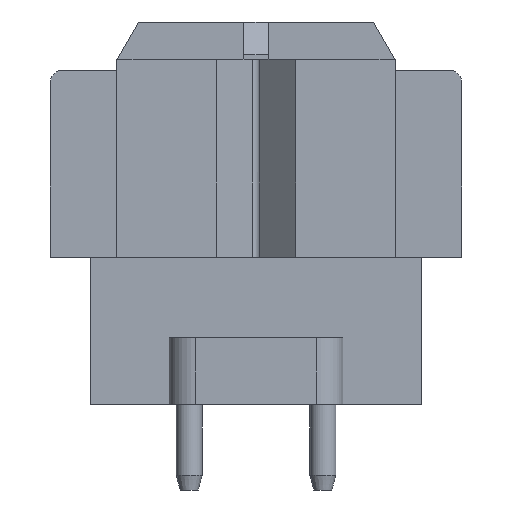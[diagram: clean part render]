
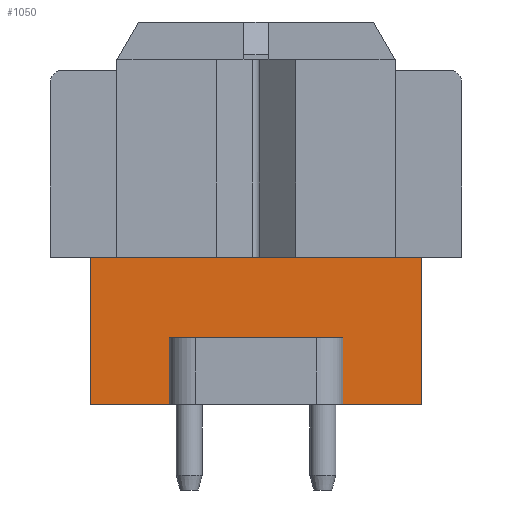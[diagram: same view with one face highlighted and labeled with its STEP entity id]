
A CAD part, left-side view. The second image highlights one B-rep face of the part: STEP entity #1050.
In plain terms, the highlighted planar face has unit normal (-1, 0, 0).
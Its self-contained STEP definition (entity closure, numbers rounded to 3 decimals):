
#1005=AXIS2_PLACEMENT_3D('Plane Axis2P3D',#1002,#1003,#1004) ;
#513=CARTESIAN_POINT('Vertex',(4.85,13.9,8.7)) ;
#516=CARTESIAN_POINT('Line Origine',(4.85,7.7,8.7)) ;
#520=CARTESIAN_POINT('Vertex',(4.85,1.5,8.7)) ;
#801=CARTESIAN_POINT('Line Origine',(4.85,1.5,5.95)) ;
#805=CARTESIAN_POINT('Vertex',(4.85,1.5,3.2)) ;
#918=CARTESIAN_POINT('Vertex',(4.85,13.9,3.2)) ;
#921=CARTESIAN_POINT('Line Origine',(4.85,13.9,5.95)) ;
#1002=CARTESIAN_POINT('Axis2P3D Location',(4.85,13.9,0.)) ;
#1007=CARTESIAN_POINT('Line Origine',(4.85,2.975,3.2)) ;
#1011=CARTESIAN_POINT('Vertex',(4.85,4.45,3.2)) ;
#1014=CARTESIAN_POINT('Line Origine',(4.85,12.425,3.2)) ;
#1018=CARTESIAN_POINT('Vertex',(4.85,10.95,3.2)) ;
#1021=CARTESIAN_POINT('Line Origine',(4.85,10.95,4.45)) ;
#1025=CARTESIAN_POINT('Vertex',(4.85,10.95,5.7)) ;
#1028=CARTESIAN_POINT('Line Origine',(4.85,7.7,5.7)) ;
#1032=CARTESIAN_POINT('Vertex',(4.85,4.45,5.7)) ;
#1035=CARTESIAN_POINT('Line Origine',(4.85,4.45,4.45)) ;
#517=DIRECTION('Vector Direction',(0.,-1.,0.)) ;
#802=DIRECTION('Vector Direction',(0.,0.,1.)) ;
#922=DIRECTION('Vector Direction',(0.,0.,1.)) ;
#1003=DIRECTION('Axis2P3D Direction',(-1.,0.,0.)) ;
#1004=DIRECTION('Axis2P3D XDirection',(0.,-1.,0.)) ;
#1008=DIRECTION('Vector Direction',(0.,-1.,0.)) ;
#1015=DIRECTION('Vector Direction',(0.,-1.,0.)) ;
#1022=DIRECTION('Vector Direction',(0.,0.,1.)) ;
#1029=DIRECTION('Vector Direction',(0.,-1.,0.)) ;
#1036=DIRECTION('Vector Direction',(0.,0.,1.)) ;
#518=VECTOR('Line Direction',#517,1.) ;
#803=VECTOR('Line Direction',#802,1.) ;
#923=VECTOR('Line Direction',#922,1.) ;
#1009=VECTOR('Line Direction',#1008,1.) ;
#1016=VECTOR('Line Direction',#1015,1.) ;
#1023=VECTOR('Line Direction',#1022,1.) ;
#1030=VECTOR('Line Direction',#1029,1.) ;
#1037=VECTOR('Line Direction',#1036,1.) ;
#1041=ORIENTED_EDGE('',*,*,#1013,.T.) ;
#1042=ORIENTED_EDGE('',*,*,#807,.T.) ;
#1043=ORIENTED_EDGE('',*,*,#522,.F.) ;
#1044=ORIENTED_EDGE('',*,*,#925,.F.) ;
#1045=ORIENTED_EDGE('',*,*,#1020,.T.) ;
#1046=ORIENTED_EDGE('',*,*,#1027,.T.) ;
#1047=ORIENTED_EDGE('',*,*,#1034,.F.) ;
#1048=ORIENTED_EDGE('',*,*,#1039,.F.) ;
#1050=ADVANCED_FACE('Hauptkoerper',(#1049),#1006,.T.) ;
#522=EDGE_CURVE('',#514,#521,#519,.T.) ;
#807=EDGE_CURVE('',#806,#521,#804,.T.) ;
#925=EDGE_CURVE('',#919,#514,#924,.T.) ;
#1013=EDGE_CURVE('',#1012,#806,#1010,.T.) ;
#1020=EDGE_CURVE('',#919,#1019,#1017,.T.) ;
#1027=EDGE_CURVE('',#1019,#1026,#1024,.T.) ;
#1034=EDGE_CURVE('',#1033,#1026,#1031,.F.) ;
#1039=EDGE_CURVE('',#1012,#1033,#1038,.T.) ;
#1040=EDGE_LOOP('',(#1041,#1042,#1043,#1044,#1045,#1046,#1047,#1048)) ;
#1049=FACE_OUTER_BOUND('',#1040,.T.) ;
#519=LINE('Line',#516,#518) ;
#804=LINE('Line',#801,#803) ;
#924=LINE('Line',#921,#923) ;
#1010=LINE('Line',#1007,#1009) ;
#1017=LINE('Line',#1014,#1016) ;
#1024=LINE('Line',#1021,#1023) ;
#1031=LINE('Line',#1028,#1030) ;
#1038=LINE('Line',#1035,#1037) ;
#1006=PLANE('',#1005) ;
#514=VERTEX_POINT('',#513) ;
#521=VERTEX_POINT('',#520) ;
#806=VERTEX_POINT('',#805) ;
#919=VERTEX_POINT('',#918) ;
#1012=VERTEX_POINT('',#1011) ;
#1019=VERTEX_POINT('',#1018) ;
#1026=VERTEX_POINT('',#1025) ;
#1033=VERTEX_POINT('',#1032) ;
